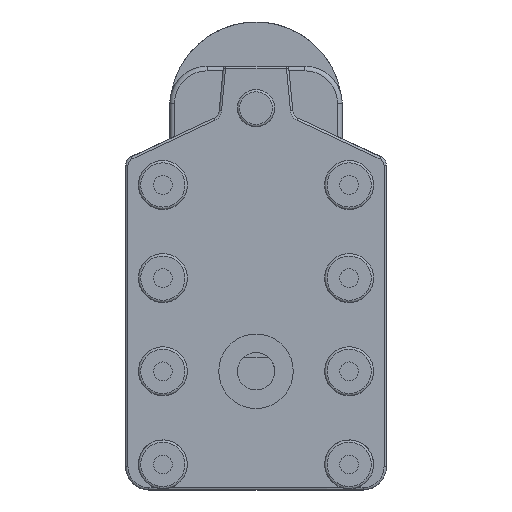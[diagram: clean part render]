
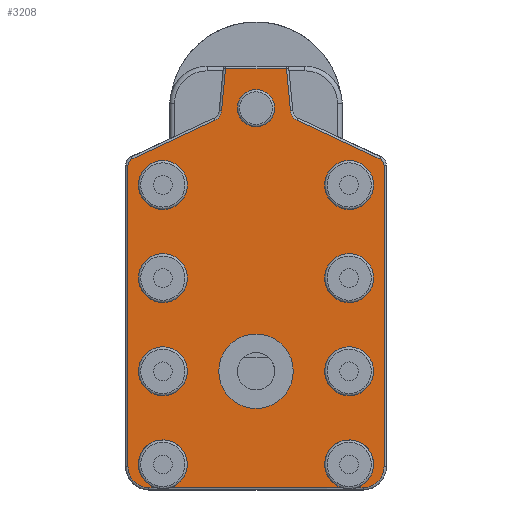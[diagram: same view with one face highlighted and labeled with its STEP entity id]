
A CAD part, front view. The second image highlights one B-rep face of the part: STEP entity #3208.
In plain terms, the highlighted planar face has unit normal (0, -1, 0).
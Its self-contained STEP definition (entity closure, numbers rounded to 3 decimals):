
#196=CARTESIAN_POINT('',(-21.,0.0,79.0));
#197=VERTEX_POINT('',#196);
#198=CARTESIAN_POINT('',(-25.,0.0,79.0));
#199=DIRECTION('',(0.0,1.0,0.0));
#200=DIRECTION('',(-1.0,0.0,0.0));
#201=AXIS2_PLACEMENT_3D('',#198,#199,#200);
#202=CIRCLE('',#201,4.);
#203=EDGE_CURVE('',#197,#197,#202,.T.);
#253=CARTESIAN_POINT('',(-39.75,0.0,42.5));
#254=VERTEX_POINT('',#253);
#255=CARTESIAN_POINT('',(-45.0,0.0,42.5));
#256=DIRECTION('',(0.0,1.0,0.0));
#257=DIRECTION('',(-1.0,0.0,0.0));
#258=AXIS2_PLACEMENT_3D('',#255,#256,#257);
#259=CIRCLE('',#258,5.25);
#260=EDGE_CURVE('',#254,#254,#259,.T.);
#321=CARTESIAN_POINT('',(-39.75,0.0,22.5));
#322=VERTEX_POINT('',#321);
#323=CARTESIAN_POINT('',(-45.0,0.0,22.5));
#324=DIRECTION('',(0.0,1.0,0.0));
#325=DIRECTION('',(-1.0,0.0,0.0));
#326=AXIS2_PLACEMENT_3D('',#323,#324,#325);
#327=CIRCLE('',#326,5.25);
#328=EDGE_CURVE('',#322,#322,#327,.T.);
#389=CARTESIAN_POINT('',(-46.601,0.0,-2.5));
#390=VERTEX_POINT('',#389);
#391=CARTESIAN_POINT('',(-43.399,0.0,-2.5));
#392=VERTEX_POINT('',#391);
#393=CARTESIAN_POINT('',(-45.0,0.0,2.5));
#394=DIRECTION('',(0.0,1.0,0.0));
#395=DIRECTION('',(-1.0,0.0,0.0));
#396=AXIS2_PLACEMENT_3D('',#393,#394,#395);
#397=CIRCLE('',#396,5.25);
#398=EDGE_CURVE('',#390,#392,#397,.T.);
#473=CARTESIAN_POINT('',(-6.601,0.0,-2.5));
#474=VERTEX_POINT('',#473);
#475=CARTESIAN_POINT('',(-3.399,0.0,-2.5));
#476=VERTEX_POINT('',#475);
#477=CARTESIAN_POINT('',(-5.,0.0,2.5));
#478=DIRECTION('',(0.0,1.0,0.0));
#479=DIRECTION('',(-1.0,0.0,0.0));
#480=AXIS2_PLACEMENT_3D('',#477,#478,#479);
#481=CIRCLE('',#480,5.25);
#482=EDGE_CURVE('',#474,#476,#481,.T.);
#557=CARTESIAN_POINT('',(0.25,0.0,22.5));
#558=VERTEX_POINT('',#557);
#559=CARTESIAN_POINT('',(-5.,0.0,22.5));
#560=DIRECTION('',(0.0,1.0,0.0));
#561=DIRECTION('',(-1.0,0.0,0.0));
#562=AXIS2_PLACEMENT_3D('',#559,#560,#561);
#563=CIRCLE('',#562,5.25);
#564=EDGE_CURVE('',#558,#558,#563,.T.);
#625=CARTESIAN_POINT('',(0.25,0.0,42.5));
#626=VERTEX_POINT('',#625);
#627=CARTESIAN_POINT('',(-5.0,0.0,42.5));
#628=DIRECTION('',(0.0,1.0,0.0));
#629=DIRECTION('',(-1.0,0.0,0.0));
#630=AXIS2_PLACEMENT_3D('',#627,#628,#629);
#631=CIRCLE('',#630,5.25);
#632=EDGE_CURVE('',#626,#626,#631,.T.);
#693=CARTESIAN_POINT('',(0.25,0.0,62.5));
#694=VERTEX_POINT('',#693);
#695=CARTESIAN_POINT('',(-5.0,0.0,62.5));
#696=DIRECTION('',(0.0,1.0,0.0));
#697=DIRECTION('',(-1.0,0.0,0.0));
#698=AXIS2_PLACEMENT_3D('',#695,#696,#697);
#699=CIRCLE('',#698,5.25);
#700=EDGE_CURVE('',#694,#694,#699,.T.);
#761=CARTESIAN_POINT('',(-39.75,0.0,62.5));
#762=VERTEX_POINT('',#761);
#763=CARTESIAN_POINT('',(-45.0,0.0,62.5));
#764=DIRECTION('',(0.0,1.0,0.0));
#765=DIRECTION('',(-1.0,0.0,0.0));
#766=AXIS2_PLACEMENT_3D('',#763,#764,#765);
#767=CIRCLE('',#766,5.25);
#768=EDGE_CURVE('',#762,#762,#767,.T.);
#1259=CARTESIAN_POINT('',(-18.455,0.0,87.5));
#1260=VERTEX_POINT('',#1259);
#1307=CARTESIAN_POINT('',(-31.545,0.0,87.5));
#1308=VERTEX_POINT('',#1307);
#1343=CARTESIAN_POINT('',(-31.545,0.0,87.5));
#1344=DIRECTION('',(1.0,0.0,0.0));
#1345=VECTOR('',#1344,13.089);
#1346=LINE('',#1343,#1345);
#1347=EDGE_CURVE('',#1308,#1260,#1346,.T.);
#1376=CARTESIAN_POINT('',(-32.396,0.0,78.421));
#1377=VERTEX_POINT('',#1376);
#1385=CARTESIAN_POINT('',(-32.396,0.0,78.421));
#1386=DIRECTION('',(0.093,0.0,0.996));
#1387=VECTOR('',#1386,9.119);
#1388=LINE('',#1385,#1387);
#1389=EDGE_CURVE('',#1377,#1308,#1388,.T.);
#1408=CARTESIAN_POINT('',(-33.828,0.0,76.388));
#1409=VERTEX_POINT('',#1408);
#1417=CARTESIAN_POINT('',(-34.885,0.0,78.654));
#1418=DIRECTION('',(0.0,-1.0,0.0));
#1419=DIRECTION('',(0.817,0.0,-0.576));
#1420=AXIS2_PLACEMENT_3D('',#1417,#1418,#1419);
#1421=CIRCLE('',#1420,2.5);
#1422=EDGE_CURVE('',#1409,#1377,#1421,.T.);
#1442=CARTESIAN_POINT('',(-51.634,0.0,68.085));
#1443=VERTEX_POINT('',#1442);
#1451=CARTESIAN_POINT('',(-51.634,0.0,68.085));
#1452=DIRECTION('',(0.906,0.0,0.423));
#1453=VECTOR('',#1452,19.647);
#1454=LINE('',#1451,#1453);
#1455=EDGE_CURVE('',#1443,#1409,#1454,.T.);
#1474=CARTESIAN_POINT('',(-52.5,0.0,66.726));
#1475=VERTEX_POINT('',#1474);
#1483=CARTESIAN_POINT('',(-51.,0.0,66.726));
#1484=DIRECTION('',(0.0,1.0,0.0));
#1485=DIRECTION('',(-0.843,0.0,0.537));
#1486=AXIS2_PLACEMENT_3D('',#1483,#1484,#1485);
#1487=CIRCLE('',#1486,1.5);
#1488=EDGE_CURVE('',#1475,#1443,#1487,.T.);
#1508=CARTESIAN_POINT('',(-52.5,0.0,2.));
#1509=VERTEX_POINT('',#1508);
#1517=CARTESIAN_POINT('',(-52.5,0.0,2.0));
#1518=DIRECTION('',(0.0,0.0,1.0));
#1519=VECTOR('',#1518,64.726);
#1520=LINE('',#1517,#1519);
#1521=EDGE_CURVE('',#1509,#1475,#1520,.T.);
#1540=CARTESIAN_POINT('',(-48.,0.0,-2.5));
#1541=VERTEX_POINT('',#1540);
#1549=CARTESIAN_POINT('',(-48.,0.0,2.));
#1550=DIRECTION('',(0.0,1.0,0.0));
#1551=DIRECTION('',(-0.707,0.0,-0.707));
#1552=AXIS2_PLACEMENT_3D('',#1549,#1550,#1551);
#1553=CIRCLE('',#1552,4.5);
#1554=EDGE_CURVE('',#1541,#1509,#1553,.T.);
#1573=CARTESIAN_POINT('',(-46.601,0.0,-2.5));
#1574=DIRECTION('',(-1.0,0.0,0.0));
#1575=VECTOR('',#1574,1.399);
#1576=LINE('',#1573,#1575);
#1577=EDGE_CURVE('',#390,#1541,#1576,.T.);
#1588=CARTESIAN_POINT('',(-2.,0.0,-2.5));
#1589=VERTEX_POINT('',#1588);
#1597=CARTESIAN_POINT('',(-2.0,0.0,-2.5));
#1598=DIRECTION('',(-1.0,0.0,0.0));
#1599=VECTOR('',#1598,1.399);
#1600=LINE('',#1597,#1599);
#1601=EDGE_CURVE('',#1589,#476,#1600,.T.);
#1604=CARTESIAN_POINT('',(-6.601,0.0,-2.5));
#1605=DIRECTION('',(-1.0,0.0,0.0));
#1606=VECTOR('',#1605,36.798);
#1607=LINE('',#1604,#1606);
#1608=EDGE_CURVE('',#474,#392,#1607,.T.);
#1620=CARTESIAN_POINT('',(2.5,0.0,2.));
#1621=VERTEX_POINT('',#1620);
#1629=CARTESIAN_POINT('',(-2.,0.0,2.0));
#1630=DIRECTION('',(0.0,1.0,0.0));
#1631=DIRECTION('',(0.707,0.0,-0.707));
#1632=AXIS2_PLACEMENT_3D('',#1629,#1630,#1631);
#1633=CIRCLE('',#1632,4.5);
#1634=EDGE_CURVE('',#1621,#1589,#1633,.T.);
#1654=CARTESIAN_POINT('',(2.5,0.0,66.726));
#1655=VERTEX_POINT('',#1654);
#1663=CARTESIAN_POINT('',(2.5,0.0,66.726));
#1664=DIRECTION('',(0.0,0.0,-1.0));
#1665=VECTOR('',#1664,64.726);
#1666=LINE('',#1663,#1665);
#1667=EDGE_CURVE('',#1655,#1621,#1666,.T.);
#1686=CARTESIAN_POINT('',(1.634,0.0,68.085));
#1687=VERTEX_POINT('',#1686);
#1695=CARTESIAN_POINT('',(1.,0.0,66.726));
#1696=DIRECTION('',(0.0,1.0,0.0));
#1697=DIRECTION('',(0.843,0.0,0.537));
#1698=AXIS2_PLACEMENT_3D('',#1695,#1696,#1697);
#1699=CIRCLE('',#1698,1.5);
#1700=EDGE_CURVE('',#1687,#1655,#1699,.T.);
#1720=CARTESIAN_POINT('',(-16.172,0.0,76.388));
#1721=VERTEX_POINT('',#1720);
#1729=CARTESIAN_POINT('',(-16.172,0.0,76.388));
#1730=DIRECTION('',(0.906,0.0,-0.423));
#1731=VECTOR('',#1730,19.647);
#1732=LINE('',#1729,#1731);
#1733=EDGE_CURVE('',#1721,#1687,#1732,.T.);
#1752=CARTESIAN_POINT('',(-17.605,0.0,78.421));
#1753=VERTEX_POINT('',#1752);
#1761=CARTESIAN_POINT('',(-15.116,0.0,78.654));
#1762=DIRECTION('',(0.0,-1.0,0.0));
#1763=DIRECTION('',(-0.817,0.0,-0.576));
#1764=AXIS2_PLACEMENT_3D('',#1761,#1762,#1763);
#1765=CIRCLE('',#1764,2.5);
#1766=EDGE_CURVE('',#1753,#1721,#1765,.T.);
#1785=CARTESIAN_POINT('',(-18.455,0.0,87.5));
#1786=DIRECTION('',(0.093,0.0,-0.996));
#1787=VECTOR('',#1786,9.119);
#1788=LINE('',#1785,#1787);
#1789=EDGE_CURVE('',#1260,#1753,#1788,.T.);
#3097=CARTESIAN_POINT('',(-17.,0.0,22.5));
#3098=VERTEX_POINT('',#3097);
#3099=CARTESIAN_POINT('',(-25.,0.0,22.5));
#3100=DIRECTION('',(0.0,1.0,0.0));
#3101=DIRECTION('',(-1.0,0.0,0.0));
#3102=AXIS2_PLACEMENT_3D('',#3099,#3100,#3101);
#3103=CIRCLE('',#3102,8.0);
#3104=EDGE_CURVE('',#3098,#3098,#3103,.T.);
#3159=CARTESIAN_POINT('',(-25.,0.0,42.5));
#3160=DIRECTION('',(0.0,1.0,0.0));
#3161=DIRECTION('',(0.0,0.0,1.0));
#3162=AXIS2_PLACEMENT_3D('',#3159,#3160,#3161);
#3163=PLANE('',#3162);
#3164=ORIENTED_EDGE('',*,*,#1577,.F.);
#3165=ORIENTED_EDGE('',*,*,#398,.T.);
#3166=ORIENTED_EDGE('',*,*,#1608,.F.);
#3167=ORIENTED_EDGE('',*,*,#482,.T.);
#3168=ORIENTED_EDGE('',*,*,#1601,.F.);
#3169=ORIENTED_EDGE('',*,*,#1634,.F.);
#3170=ORIENTED_EDGE('',*,*,#1667,.F.);
#3171=ORIENTED_EDGE('',*,*,#1700,.F.);
#3172=ORIENTED_EDGE('',*,*,#1733,.F.);
#3173=ORIENTED_EDGE('',*,*,#1766,.F.);
#3174=ORIENTED_EDGE('',*,*,#1789,.F.);
#3175=ORIENTED_EDGE('',*,*,#1347,.F.);
#3176=ORIENTED_EDGE('',*,*,#1389,.F.);
#3177=ORIENTED_EDGE('',*,*,#1422,.F.);
#3178=ORIENTED_EDGE('',*,*,#1455,.F.);
#3179=ORIENTED_EDGE('',*,*,#1488,.F.);
#3180=ORIENTED_EDGE('',*,*,#1521,.F.);
#3181=ORIENTED_EDGE('',*,*,#1554,.F.);
#3182=EDGE_LOOP('',(#3164,#3165,#3166,#3167,#3168,#3169,#3170,#3171,#3172,#3173,#3174,#3175,#3176,#3177,#3178,#3179,#3180,#3181));
#3183=FACE_OUTER_BOUND('',#3182,.T.);
#3184=ORIENTED_EDGE('',*,*,#203,.T.);
#3185=EDGE_LOOP('',(#3184));
#3186=FACE_BOUND('',#3185,.T.);
#3187=ORIENTED_EDGE('',*,*,#3104,.T.);
#3188=EDGE_LOOP('',(#3187));
#3189=FACE_BOUND('',#3188,.T.);
#3190=ORIENTED_EDGE('',*,*,#564,.T.);
#3191=EDGE_LOOP('',(#3190));
#3192=FACE_BOUND('',#3191,.T.);
#3193=ORIENTED_EDGE('',*,*,#632,.T.);
#3194=EDGE_LOOP('',(#3193));
#3195=FACE_BOUND('',#3194,.T.);
#3196=ORIENTED_EDGE('',*,*,#700,.T.);
#3197=EDGE_LOOP('',(#3196));
#3198=FACE_BOUND('',#3197,.T.);
#3199=ORIENTED_EDGE('',*,*,#768,.T.);
#3200=EDGE_LOOP('',(#3199));
#3201=FACE_BOUND('',#3200,.T.);
#3202=ORIENTED_EDGE('',*,*,#260,.T.);
#3203=EDGE_LOOP('',(#3202));
#3204=FACE_BOUND('',#3203,.T.);
#3205=ORIENTED_EDGE('',*,*,#328,.T.);
#3206=EDGE_LOOP('',(#3205));
#3207=FACE_BOUND('',#3206,.T.);
#3208=ADVANCED_FACE('',(#3183,#3186,#3189,#3192,#3195,#3198,#3201,#3204,#3207),#3163,.F.);
